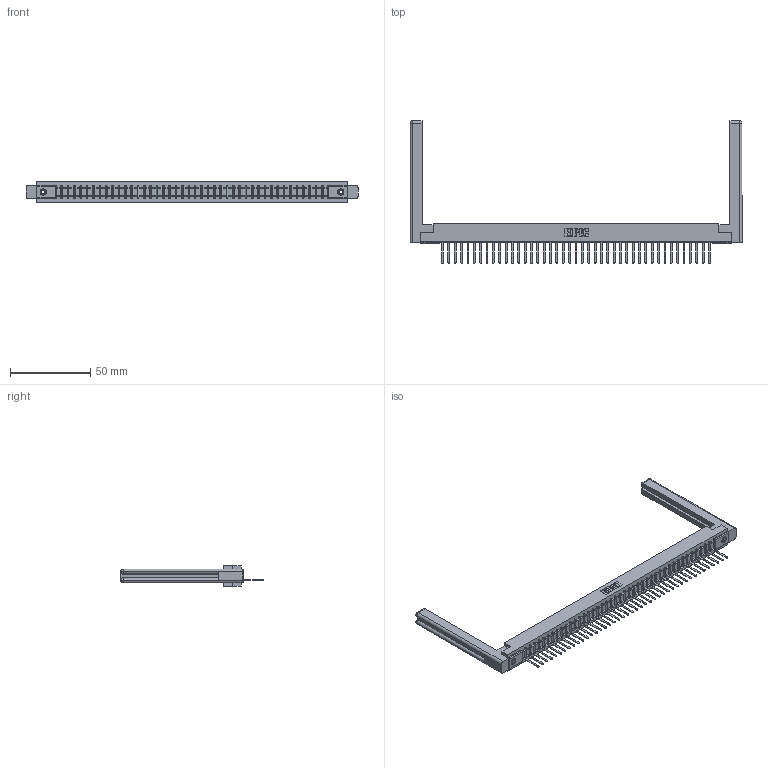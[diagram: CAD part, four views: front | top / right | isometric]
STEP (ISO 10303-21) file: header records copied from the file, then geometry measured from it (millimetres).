
FILE_DESCRIPTION (( 'STEP AP203' ), '1' );
FILE_NAME ('307-043-541-158.STEP', '2019-09-05T12:29:31', ( '' ), ( '' ), 'SwSTEP 2.0', 'SolidWorks 2016', '' );
FILE_SCHEMA (( 'CONFIG_CONTROL_DESIGN' ));
Length unit declared in the file: inch
Products named in the file (5): 307 Part_.156 Dia Mounting Holes; 307-290-002_541; 307-220-058; 345-250-001_345-250-001-102; 307-043-541-158
Assembly tree (48 placements, depth 2):
  307-043-541-158
    307 Part_.156 Dia Mounting Holes
    307-290-002_541  x43
    307-220-058  x2
    345-250-001_345-250-001-102  x2
Bounding box: 207.01 x 88.9 x 12.7 mm (x, y, z)
Volume: 29401.7 mm3; surface area: 33650.3 mm2
Topology: 48 solids, 48 shells, 3486 faces, 10653 edges, 6970 vertices
Faces by surface type: plane 2089, cylinder 1285, sphere 88, torus 12, cone 12
Entity records: 40091 total; most frequent: CARTESIAN_POINT 6771, ORIENTED_EDGE 6700, DIRECTION 6538, EDGE_CURVE 3350, VECTOR 2564, LINE 2564, VERTEX_POINT 2166, AXIS2_PLACEMENT_3D 1987
